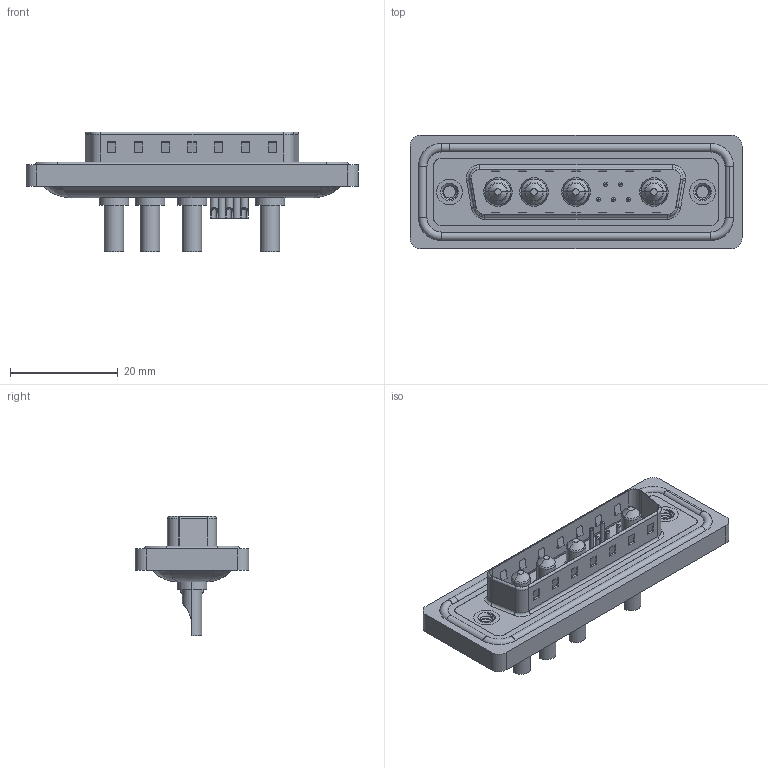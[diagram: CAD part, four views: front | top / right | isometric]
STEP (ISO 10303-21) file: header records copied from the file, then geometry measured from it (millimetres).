
FILE_DESCRIPTION (( 'STEP AP203' ), '1' );
FILE_NAME ('627W9W4-222-2N2.STEP', '2024-03-19T19:38:25', ( '' ), ( '' ), 'SwSTEP 2.0', 'SolidWorks 2023', '' );
FILE_SCHEMA (( 'CONFIG_CONTROL_DESIGN' ));
Length unit declared in the file: millimetre
Products named in the file (9): Power Pin_20A SC; 627Combo Housing_9W4; 627Combo Contact Row 2_22; 627Combo Shell Front_25 Contacts; 627Combo Threaded Rivet_2; 627Combo Waterproof Housing_25 Contacts; 627Combo Contact Row 1_22; 627W9W4-222-2N2; 627Combo Shell Rear_25 Contacts
Assembly tree (15 placements, depth 2):
  627W9W4-222-2N2
    627Combo Housing_9W4
    627Combo Waterproof Housing_25 Contacts
    627Combo Shell Rear_25 Contacts
    627Combo Shell Front_25 Contacts
    627Combo Threaded Rivet_2  x2
    Power Pin_20A SC  x4
    627Combo Contact Row 1_22  x2
    627Combo Contact Row 2_22  x3
Bounding box: 61.75 x 21.1 x 22.3 mm (x, y, z)
Volume: 7463 mm3; surface area: 12205.1 mm2
Topology: 20 solids, 20 shells, 852 faces, 2053 edges, 1268 vertices
Faces by surface type: cylinder 356, plane 306, torus 122, cone 50, bspline 18
Entity records: 21027 total; most frequent: CARTESIAN_POINT 5120, DIRECTION 3233, ORIENTED_EDGE 2984, EDGE_CURVE 1492, AXIS2_PLACEMENT_3D 1218, VERTEX_POINT 940, LINE 797, VECTOR 797
